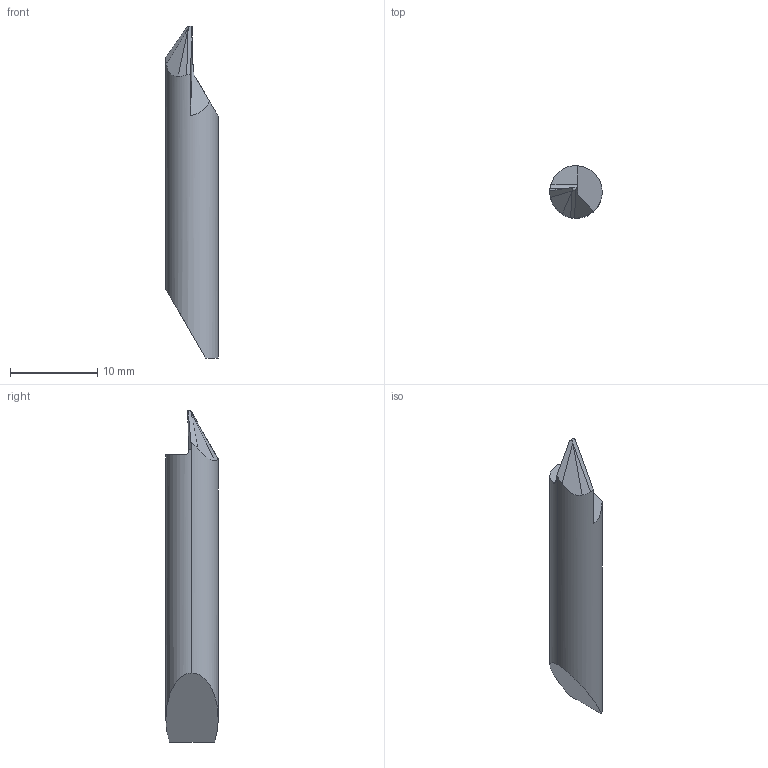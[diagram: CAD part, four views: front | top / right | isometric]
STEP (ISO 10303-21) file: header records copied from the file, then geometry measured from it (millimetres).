
FILE_DESCRIPTION (( 'STEP AP203' ), '1' );
FILE_NAME ('NCCH6R-10.04-60 [NCCH06R103060T].STEP', '2023-06-02T10:23:29', ( '' ), ( '' ), 'SwSTEP 2.0', 'SolidWorks 2018', '' );
FILE_SCHEMA (( 'CONFIG_CONTROL_DESIGN' ));
Length unit declared in the file: millimetre
Products named in the file (1): NCCH6R-10.04-60 [NCCH06R103060T]
Bounding box: 6 x 6 x 38.01 mm (x, y, z)
Volume: 824.1 mm3; surface area: 650.5 mm2
Topology: 1 solids, 1 shells, 18 faces, 48 edges, 32 vertices
Faces by surface type: plane 14, cylinder 3, bspline 1
Entity records: 957 total; most frequent: CARTESIAN_POINT 474, ORIENTED_EDGE 96, DIRECTION 70, EDGE_CURVE 48, VERTEX_POINT 32, LINE 24, VECTOR 24, AXIS2_PLACEMENT_3D 23
